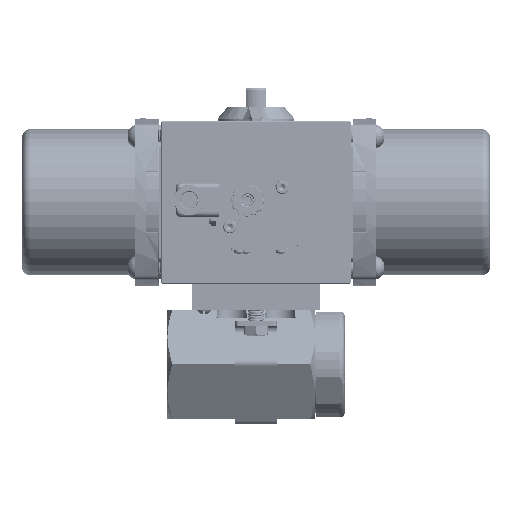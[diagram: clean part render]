
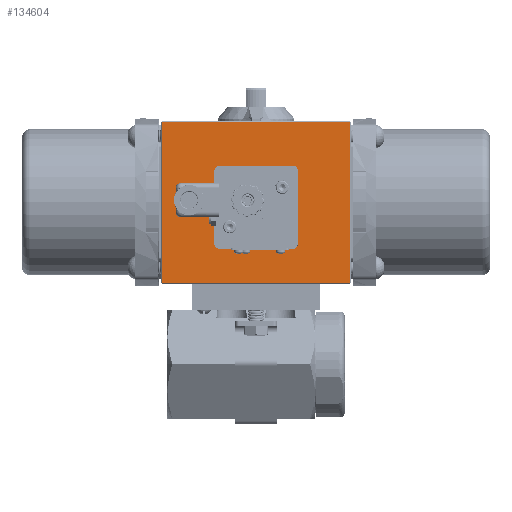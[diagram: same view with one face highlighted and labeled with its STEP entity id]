
A CAD part, top view. The second image highlights one B-rep face of the part: STEP entity #134604.
In plain terms, the highlighted planar face has unit normal (0, 0, 1).
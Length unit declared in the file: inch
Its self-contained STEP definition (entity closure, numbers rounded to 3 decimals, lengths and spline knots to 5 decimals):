
#2368 = ORIENTED_EDGE ( 'NONE', *, *, #17859, .T. ) ;
#4140 = CARTESIAN_POINT ( 'NONE',  ( -2.253, 5.8125, 1.55 ) ) ;
#4594 = CARTESIAN_POINT ( 'NONE',  ( -0.997, 2.7675, 1.55 ) ) ;
#4679 = CARTESIAN_POINT ( 'NONE',  ( 0.878, 2.8925, 1.55 ) ) ;
#5929 = CARTESIAN_POINT ( 'NONE',  ( -0.997, 4.6425, 1.55 ) ) ;
#8491 = VERTEX_POINT ( 'NONE', #104328 ) ;
#10028 = FACE_OUTER_BOUND ( 'NONE', #39641, .T. ) ;
#15014 = VERTEX_POINT ( 'NONE', #138885 ) ;
#15569 = VERTEX_POINT ( 'NONE', #107051 ) ;
#16446 = EDGE_CURVE ( 'NONE', #53339, #65402, #66223, .T. ) ;
#17859 = EDGE_CURVE ( 'NONE', #38724, #58131, #153988, .T. ) ;
#19148 = ORIENTED_EDGE ( 'NONE', *, *, #43486, .T. ) ;
#19164 = VECTOR ( 'NONE', #81447, 39.37008 ) ;
#19499 = DIRECTION ( 'NONE',  ( 0., 1., 0. ) ) ;
#19515 = CIRCLE ( 'NONE', #149983, 0.125 ) ;
#23769 = LINE ( 'NONE', #169991, #19164 ) ;
#23963 = CIRCLE ( 'NONE', #123757, 0.125 ) ;
#23993 = EDGE_LOOP ( 'NONE', ( #176248, #19148, #155623, #75001, #132730, #172448, #135515, #29464 ) ) ;
#24896 = CARTESIAN_POINT ( 'NONE',  ( -0.872, 4.6425, 1.55 ) ) ;
#25461 = EDGE_CURVE ( 'NONE', #58131, #32113, #178530, .T. ) ;
#25719 = AXIS2_PLACEMENT_3D ( 'NONE', #4679, #107860, #19499 ) ;
#29464 = ORIENTED_EDGE ( 'NONE', *, *, #181924, .T. ) ;
#30616 = EDGE_CURVE ( 'NONE', #8491, #147007, #74637, .T. ) ;
#30991 = CIRCLE ( 'NONE', #160113, 0.125 ) ;
#31562 = VECTOR ( 'NONE', #98798, 39.37008 ) ;
#32113 = VERTEX_POINT ( 'NONE', #36396 ) ;
#34531 = ORIENTED_EDGE ( 'NONE', *, *, #181174, .T. ) ;
#36396 = CARTESIAN_POINT ( 'NONE',  ( -2.253, 1.9525, 1.55 ) ) ;
#37422 = DIRECTION ( 'NONE',  ( 0., 1., 0. ) ) ;
#38724 = VERTEX_POINT ( 'NONE', #152926 ) ;
#39641 = EDGE_LOOP ( 'NONE', ( #34531, #2368, #85395, #159728 ) ) ;
#39683 = DIRECTION ( 'NONE',  ( 0., 1., 0. ) ) ;
#43274 = CARTESIAN_POINT ( 'NONE',  ( 0.878, 2.7675, 1.55 ) ) ;
#43486 = EDGE_CURVE ( 'NONE', #79072, #65402, #19515, .T. ) ;
#49253 = FACE_BOUND ( 'NONE', #23993, .T. ) ;
#52175 = CARTESIAN_POINT ( 'NONE',  ( 0.878, 4.6425, 1.55 ) ) ;
#53339 = VERTEX_POINT ( 'NONE', #88191 ) ;
#57828 = LINE ( 'NONE', #4594, #161808 ) ;
#58131 = VERTEX_POINT ( 'NONE', #4140 ) ;
#58723 = CARTESIAN_POINT ( 'NONE',  ( -0.997, 4.7675, 1.55 ) ) ;
#59463 = CARTESIAN_POINT ( 'NONE',  ( -0.872, 2.8925, 1.55 ) ) ;
#62429 = EDGE_CURVE ( 'NONE', #53339, #147007, #30991, .T. ) ;
#63277 = EDGE_CURVE ( 'NONE', #79072, #189617, #23769, .T. ) ;
#65402 = VERTEX_POINT ( 'NONE', #115869 ) ;
#66223 = LINE ( 'NONE', #58723, #140201 ) ;
#66926 = DIRECTION ( 'NONE',  ( 0., 1., 0. ) ) ;
#68195 = DIRECTION ( 'NONE',  ( 0., -1., 0. ) ) ;
#71313 = LINE ( 'NONE', #155925, #115260 ) ;
#74328 = DIRECTION ( 'NONE',  ( 0., 1., 0. ) ) ;
#74637 = LINE ( 'NONE', #75802, #183236 ) ;
#75001 = ORIENTED_EDGE ( 'NONE', *, *, #62429, .T. ) ;
#75802 = CARTESIAN_POINT ( 'NONE',  ( 1.003, 4.7675, 1.55 ) ) ;
#77700 = DIRECTION ( 'NONE',  ( 0., 1., 0. ) ) ;
#79072 = VERTEX_POINT ( 'NONE', #5929 ) ;
#81447 = DIRECTION ( 'NONE',  ( 0., -1., 0. ) ) ;
#81569 = AXIS2_PLACEMENT_3D ( 'NONE', #111070, #170555, #82014 ) ;
#82014 = DIRECTION ( 'NONE',  ( 0., 1., 0. ) ) ;
#82254 = DIRECTION ( 'NONE',  ( 1., 0., 0. ) ) ;
#85395 = ORIENTED_EDGE ( 'NONE', *, *, #25461, .T. ) ;
#88191 = CARTESIAN_POINT ( 'NONE',  ( 0.878, 4.7675, 1.55 ) ) ;
#95773 = LINE ( 'NONE', #110968, #139680 ) ;
#98798 = DIRECTION ( 'NONE',  ( -1., 0., 0. ) ) ;
#99869 = CARTESIAN_POINT ( 'NONE',  ( 1.003, 4.6425, 1.55 ) ) ;
#103328 = DIRECTION ( 'NONE',  ( -1., 0., 0. ) ) ;
#104328 = CARTESIAN_POINT ( 'NONE',  ( 1.003, 2.8925, 1.55 ) ) ;
#104835 = EDGE_CURVE ( 'NONE', #32113, #15569, #71313, .T. ) ;
#107051 = CARTESIAN_POINT ( 'NONE',  ( 2.253, 1.9525, 1.55 ) ) ;
#107860 = DIRECTION ( 'NONE',  ( 0., 0., -1. ) ) ;
#110968 = CARTESIAN_POINT ( 'NONE',  ( 2.253, 5.8325, 1.55 ) ) ;
#111070 = CARTESIAN_POINT ( 'NONE',  ( 2.273, 5.8325, 1.55 ) ) ;
#115260 = VECTOR ( 'NONE', #82254, 39.37008 ) ;
#115869 = CARTESIAN_POINT ( 'NONE',  ( -0.872, 4.7675, 1.55 ) ) ;
#123757 = AXIS2_PLACEMENT_3D ( 'NONE', #59463, #162844, #74328 ) ;
#124662 = EDGE_CURVE ( 'NONE', #15014, #175450, #57828, .T. ) ;
#128070 = DIRECTION ( 'NONE',  ( 0., 0., -1. ) ) ;
#132730 = ORIENTED_EDGE ( 'NONE', *, *, #30616, .F. ) ;
#134537 = VECTOR ( 'NONE', #68195, 39.37008 ) ;
#134604 = ADVANCED_FACE ( 'NONE', ( #10028, #49253 ), #140793, .F. ) ;
#135515 = ORIENTED_EDGE ( 'NONE', *, *, #124662, .F. ) ;
#138885 = CARTESIAN_POINT ( 'NONE',  ( -0.872, 2.7675, 1.55 ) ) ;
#139680 = VECTOR ( 'NONE', #37422, 39.37008 ) ;
#140201 = VECTOR ( 'NONE', #103328, 39.37008 ) ;
#140793 = PLANE ( 'NONE',  #81569 ) ;
#147007 = VERTEX_POINT ( 'NONE', #99869 ) ;
#147967 = CARTESIAN_POINT ( 'NONE',  ( -0.997, 2.8925, 1.55 ) ) ;
#149983 = AXIS2_PLACEMENT_3D ( 'NONE', #24896, #128070, #39683 ) ;
#152321 = DIRECTION ( 'NONE',  ( 1., 0., 0. ) ) ;
#152926 = CARTESIAN_POINT ( 'NONE',  ( 2.253, 5.8125, 1.55 ) ) ;
#153988 = LINE ( 'NONE', #187300, #31562 ) ;
#155489 = DIRECTION ( 'NONE',  ( 0., 0., -1. ) ) ;
#155623 = ORIENTED_EDGE ( 'NONE', *, *, #16446, .F. ) ;
#155925 = CARTESIAN_POINT ( 'NONE',  ( 2.273, 1.9525, 1.55 ) ) ;
#159728 = ORIENTED_EDGE ( 'NONE', *, *, #104835, .T. ) ;
#160113 = AXIS2_PLACEMENT_3D ( 'NONE', #52175, #155489, #66926 ) ;
#161808 = VECTOR ( 'NONE', #152321, 39.37008 ) ;
#162844 = DIRECTION ( 'NONE',  ( 0., 0., -1. ) ) ;
#167831 = CIRCLE ( 'NONE', #25719, 0.125 ) ;
#169991 = CARTESIAN_POINT ( 'NONE',  ( -0.997, 4.7675, 1.55 ) ) ;
#170555 = DIRECTION ( 'NONE',  ( 0., 0., -1. ) ) ;
#172448 = ORIENTED_EDGE ( 'NONE', *, *, #179124, .T. ) ;
#172888 = CARTESIAN_POINT ( 'NONE',  ( -2.253, 5.8325, 1.55 ) ) ;
#175450 = VERTEX_POINT ( 'NONE', #43274 ) ;
#176248 = ORIENTED_EDGE ( 'NONE', *, *, #63277, .F. ) ;
#178530 = LINE ( 'NONE', #172888, #134537 ) ;
#179124 = EDGE_CURVE ( 'NONE', #8491, #175450, #167831, .T. ) ;
#181174 = EDGE_CURVE ( 'NONE', #15569, #38724, #95773, .T. ) ;
#181924 = EDGE_CURVE ( 'NONE', #15014, #189617, #23963, .T. ) ;
#183236 = VECTOR ( 'NONE', #77700, 39.37008 ) ;
#187300 = CARTESIAN_POINT ( 'NONE',  ( 2.273, 5.8125, 1.55 ) ) ;
#189617 = VERTEX_POINT ( 'NONE', #147967 ) ;
